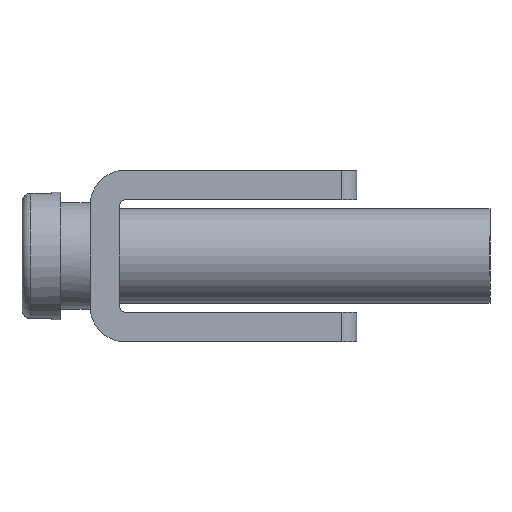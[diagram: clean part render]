
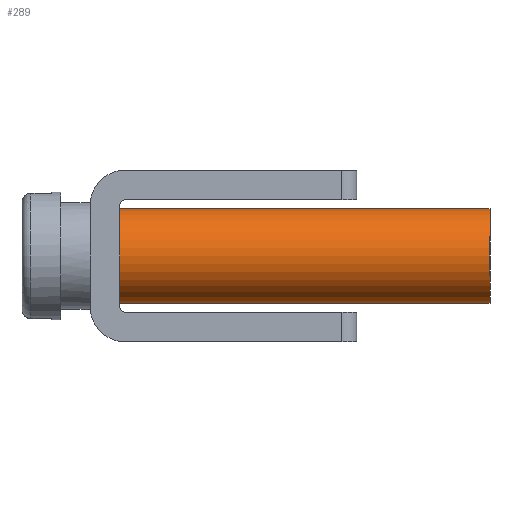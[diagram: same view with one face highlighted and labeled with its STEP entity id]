
A CAD part, left-side view. The second image highlights one B-rep face of the part: STEP entity #289.
In plain terms, the highlighted cylindrical face has radius 1.6 mm (diameter 3.2 mm), a full revolution.
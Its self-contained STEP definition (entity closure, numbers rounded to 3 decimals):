
#123=CYLINDRICAL_SURFACE('',#2316,1.6);
#167=FACE_BOUND('',#585,.T.);
#168=FACE_BOUND('',#586,.T.);
#289=ADVANCED_FACE('',(#167,#168),#123,.T.);
#585=EDGE_LOOP('',(#903));
#586=EDGE_LOOP('',(#904));
#723=CIRCLE('',#2296,1.6);
#734=CIRCLE('',#2315,1.6);
#903=ORIENTED_EDGE('',*,*,#1715,.F.);
#904=ORIENTED_EDGE('',*,*,#1684,.F.);
#1464=VERTEX_POINT('',#3212);
#1489=VERTEX_POINT('',#3288);
#1684=EDGE_CURVE('',#1464,#1464,#723,.T.);
#1715=EDGE_CURVE('',#1489,#1489,#734,.T.);
#2296=AXIS2_PLACEMENT_3D('',#3211,#2555,#2556);
#2315=AXIS2_PLACEMENT_3D('',#3287,#2611,#2612);
#2316=AXIS2_PLACEMENT_3D('',#3289,#2613,#2614);
#2555=DIRECTION('',(0.,-1.,0.));
#2556=DIRECTION('',(0.,0.,1.));
#2611=DIRECTION('',(0.,1.,0.));
#2612=DIRECTION('',(0.,0.,-1.));
#2613=DIRECTION('',(0.,1.,0.));
#2614=DIRECTION('',(0.,0.,-1.));
#3211=CARTESIAN_POINT('',(-35.3,1.5,-3.95));
#3212=CARTESIAN_POINT('',(-35.3,1.5,-2.35));
#3287=CARTESIAN_POINT('',(-35.3,14.,-3.95));
#3288=CARTESIAN_POINT('',(-35.3,14.,-5.55));
#3289=CARTESIAN_POINT('',(-35.3,1.5,-3.95));
